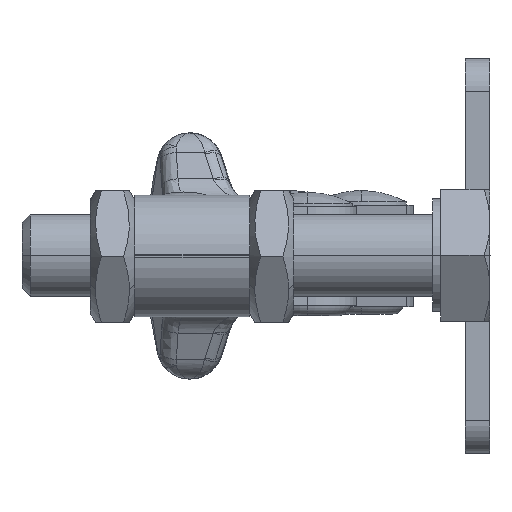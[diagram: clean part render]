
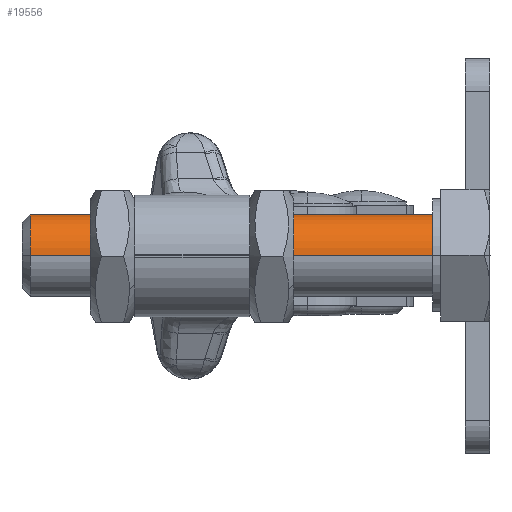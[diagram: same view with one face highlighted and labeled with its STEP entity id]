
A CAD part, left-side view. The second image highlights one B-rep face of the part: STEP entity #19556.
In plain terms, the highlighted cylindrical face has radius 2.5 mm (diameter 5 mm), a partial arc.
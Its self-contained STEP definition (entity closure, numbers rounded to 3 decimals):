
#19515=CARTESIAN_POINT('',(13.7,0.,0.0));
#19516=DIRECTION('',(1.0,0.,0.0));
#19517=DIRECTION('',(0.0,1.0,0.0));
#19518=AXIS2_PLACEMENT_3D('',#19515,#19516,#19517);
#19519=CYLINDRICAL_SURFACE('',#19518,2.5);
#19520=CARTESIAN_POINT('',(0.,2.5,0.0));
#19521=VERTEX_POINT('',#19520);
#19522=CARTESIAN_POINT('',(24.509,2.5,0.));
#19523=VERTEX_POINT('',#19522);
#19524=CARTESIAN_POINT('',(0.,2.5,0.0));
#19525=DIRECTION('',(1.0,0.0,0.0));
#19526=VECTOR('',#19525,24.509);
#19527=LINE('',#19524,#19526);
#19528=EDGE_CURVE('',#19521,#19523,#19527,.T.);
#19529=ORIENTED_EDGE('',*,*,#19528,.F.);
#19530=CARTESIAN_POINT('',(0.,-2.5,0.));
#19531=VERTEX_POINT('',#19530);
#19532=CARTESIAN_POINT('',(0.,0.,0.0));
#19533=DIRECTION('',(1.0,0.0,0.0));
#19534=DIRECTION('',(0.0,1.0,0.0));
#19535=AXIS2_PLACEMENT_3D('',#19532,#19533,#19534);
#19536=CIRCLE('',#19535,2.5);
#19537=EDGE_CURVE('',#19521,#19531,#19536,.T.);
#19538=ORIENTED_EDGE('',*,*,#19537,.T.);
#19539=CARTESIAN_POINT('',(24.509,-2.5,0.));
#19540=VERTEX_POINT('',#19539);
#19541=CARTESIAN_POINT('',(24.509,-2.5,0.));
#19542=DIRECTION('',(-1.0,0.0,0.0));
#19543=VECTOR('',#19542,24.509);
#19544=LINE('',#19541,#19543);
#19545=EDGE_CURVE('',#19540,#19531,#19544,.T.);
#19546=ORIENTED_EDGE('',*,*,#19545,.F.);
#19547=CARTESIAN_POINT('',(24.509,0.,0.0));
#19548=DIRECTION('',(1.0,0.0,0.0));
#19549=DIRECTION('',(0.0,-1.0,0.0));
#19550=AXIS2_PLACEMENT_3D('',#19547,#19548,#19549);
#19551=CIRCLE('',#19550,2.5);
#19552=EDGE_CURVE('',#19523,#19540,#19551,.T.);
#19553=ORIENTED_EDGE('',*,*,#19552,.F.);
#19554=EDGE_LOOP('',(#19529,#19538,#19546,#19553));
#19555=FACE_OUTER_BOUND('',#19554,.T.);
#19556=ADVANCED_FACE('',(#19555),#19519,.T.);
